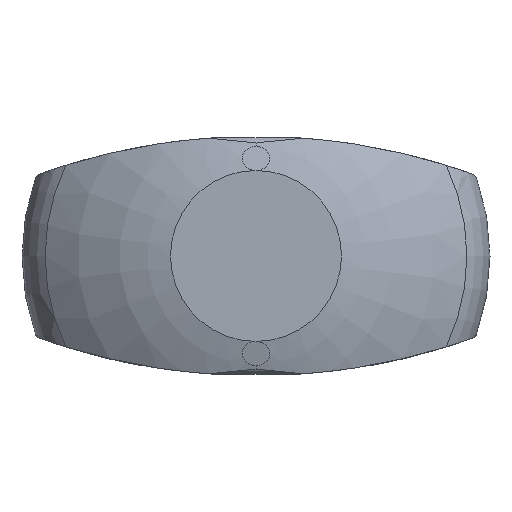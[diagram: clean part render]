
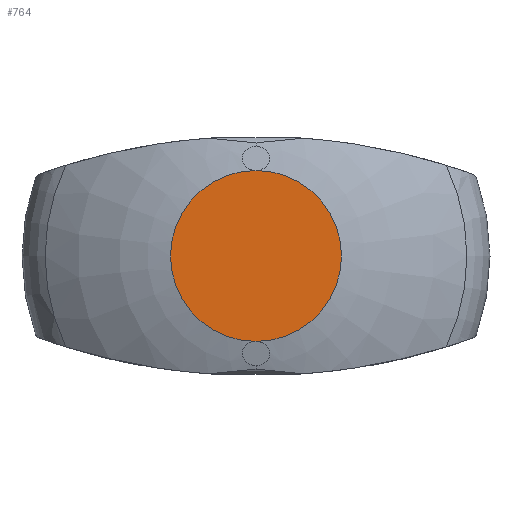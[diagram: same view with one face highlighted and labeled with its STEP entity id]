
A CAD part, top view. The second image highlights one B-rep face of the part: STEP entity #764.
In plain terms, the highlighted planar face has unit normal (0, 0, 1).
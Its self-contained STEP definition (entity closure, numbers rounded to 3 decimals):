
#748=EDGE_CURVE('',#874,#808,#1859,.T.);
#764=ADVANCED_FACE('',(#1876),#1877,.T.);
#808=VERTEX_POINT('',#1924);
#874=VERTEX_POINT('',#1994);
#992=EDGE_CURVE('',#808,#874,#2121,.T.);
#1859=CIRCLE('',#3572,8.95);
#1876=FACE_OUTER_BOUND('',#3595,.T.);
#1877=PLANE('',#3596);
#1924=CARTESIAN_POINT('',(0.0,-8.95,40.5));
#1994=CARTESIAN_POINT('',(0.0,8.95,40.5));
#2121=CIRCLE('',#4312,8.95);
#3572=AXIS2_PLACEMENT_3D('',#6925,#6926,#6927);
#3595=EDGE_LOOP('',(#6947,#6948));
#3596=AXIS2_PLACEMENT_3D('',#6949,#6950,#6951);
#4312=AXIS2_PLACEMENT_3D('',#7185,#7186,#7187);
#6925=CARTESIAN_POINT('',(0.0,0.,40.5));
#6926=DIRECTION('',(-0.0,0.,-1.0));
#6927=DIRECTION('',(-1.0,0.0,0.0));
#6947=ORIENTED_EDGE('',*,*,#992,.F.);
#6948=ORIENTED_EDGE('',*,*,#748,.F.);
#6949=CARTESIAN_POINT('',(-4.475,0.,40.5));
#6950=DIRECTION('',(0.,0.,1.0));
#6951=DIRECTION('',(1.0,0.,0.));
#7185=CARTESIAN_POINT('',(0.0,0.,40.5));
#7186=DIRECTION('',(-0.0,0.,-1.0));
#7187=DIRECTION('',(-1.0,0.0,0.0));
